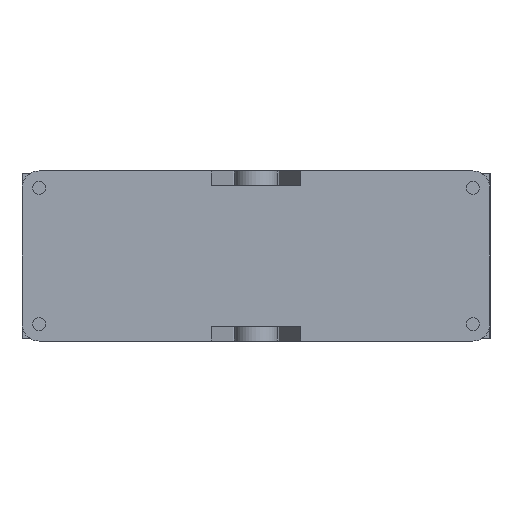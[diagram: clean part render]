
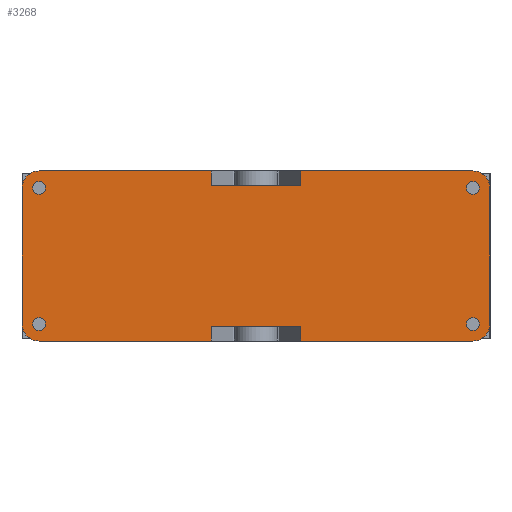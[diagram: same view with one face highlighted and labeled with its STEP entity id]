
A CAD part, front view. The second image highlights one B-rep face of the part: STEP entity #3268.
In plain terms, the highlighted planar face has unit normal (0, -1, 0).
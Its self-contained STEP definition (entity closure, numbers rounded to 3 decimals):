
#1147=CARTESIAN_POINT('',(99.,0.,32.));
#1148=VERTEX_POINT('',#1147);
#1149=CARTESIAN_POINT('',(102.0,0.0,32.));
#1150=DIRECTION('',(0.0,1.0,0.0));
#1151=DIRECTION('',(1.0,0.0,0.0));
#1152=AXIS2_PLACEMENT_3D('',#1149,#1150,#1151);
#1153=CIRCLE('',#1152,3.);
#1154=EDGE_CURVE('',#1148,#1148,#1153,.T.);
#1257=CARTESIAN_POINT('',(-105.0,0.,-32.0));
#1258=VERTEX_POINT('',#1257);
#1259=CARTESIAN_POINT('',(-102.0,0.,-32.0));
#1260=DIRECTION('',(0.0,1.0,0.0));
#1261=DIRECTION('',(1.0,0.0,0.0));
#1262=AXIS2_PLACEMENT_3D('',#1259,#1260,#1261);
#1263=CIRCLE('',#1262,3.);
#1264=EDGE_CURVE('',#1258,#1258,#1263,.T.);
#1367=CARTESIAN_POINT('',(-105.0,0.,32.));
#1368=VERTEX_POINT('',#1367);
#1369=CARTESIAN_POINT('',(-102.0,0.,32.));
#1370=DIRECTION('',(0.0,1.0,0.0));
#1371=DIRECTION('',(1.0,0.0,0.0));
#1372=AXIS2_PLACEMENT_3D('',#1369,#1370,#1371);
#1373=CIRCLE('',#1372,3.);
#1374=EDGE_CURVE('',#1368,#1368,#1373,.T.);
#1477=CARTESIAN_POINT('',(99.,0.,-32.0));
#1478=VERTEX_POINT('',#1477);
#1479=CARTESIAN_POINT('',(102.0,0.0,-32.0));
#1480=DIRECTION('',(0.0,1.0,0.0));
#1481=DIRECTION('',(1.0,0.0,0.0));
#1482=AXIS2_PLACEMENT_3D('',#1479,#1480,#1481);
#1483=CIRCLE('',#1482,3.);
#1484=EDGE_CURVE('',#1478,#1478,#1483,.T.);
#1497=CARTESIAN_POINT('',(102.0,0.,40.0));
#1498=VERTEX_POINT('',#1497);
#1499=CARTESIAN_POINT('',(110.0,0.,32.0));
#1500=VERTEX_POINT('',#1499);
#1501=CARTESIAN_POINT('',(102.0,0.0,32.0));
#1502=DIRECTION('',(0.0,1.0,0.0));
#1503=DIRECTION('',(0.707,0.0,0.707));
#1504=AXIS2_PLACEMENT_3D('',#1501,#1502,#1503);
#1505=CIRCLE('',#1504,8.);
#1506=EDGE_CURVE('',#1498,#1500,#1505,.T.);
#1632=CARTESIAN_POINT('',(-102.,0.,40.0));
#1633=VERTEX_POINT('',#1632);
#1640=CARTESIAN_POINT('',(-21.,0.0,40.0));
#1641=VERTEX_POINT('',#1640);
#1642=CARTESIAN_POINT('',(-21.,0.0,40.0));
#1643=DIRECTION('',(-1.0,0.0,0.0));
#1644=VECTOR('',#1643,81.0);
#1645=LINE('',#1642,#1644);
#1646=EDGE_CURVE('',#1641,#1633,#1645,.T.);
#1699=CARTESIAN_POINT('',(21.,0.0,40.0));
#1700=VERTEX_POINT('',#1699);
#1707=CARTESIAN_POINT('',(102.0,0.,40.0));
#1708=DIRECTION('',(-1.0,0.0,0.0));
#1709=VECTOR('',#1708,81.);
#1710=LINE('',#1707,#1709);
#1711=EDGE_CURVE('',#1498,#1700,#1710,.T.);
#1875=CARTESIAN_POINT('',(-102.,0.,-40.0));
#1876=VERTEX_POINT('',#1875);
#1877=CARTESIAN_POINT('',(-110.0,0.0,-32.0));
#1878=VERTEX_POINT('',#1877);
#1879=CARTESIAN_POINT('',(-102.,0.,-32.0));
#1880=DIRECTION('',(0.,1.,0.));
#1881=DIRECTION('',(-0.707,0.,-0.707));
#1882=AXIS2_PLACEMENT_3D('',#1879,#1880,#1881);
#1883=CIRCLE('',#1882,8.);
#1884=EDGE_CURVE('',#1876,#1878,#1883,.T.);
#1908=CARTESIAN_POINT('',(-110.0,0.0,32.0));
#1909=VERTEX_POINT('',#1908);
#1910=CARTESIAN_POINT('',(-110.0,0.0,32.0));
#1911=DIRECTION('',(0.0,0.0,-1.0));
#1912=VECTOR('',#1911,64.0);
#1913=LINE('',#1910,#1912);
#1914=EDGE_CURVE('',#1909,#1878,#1913,.T.);
#1933=CARTESIAN_POINT('',(-102.,0.,32.0));
#1934=DIRECTION('',(0.,1.,0.));
#1935=DIRECTION('',(-0.707,0.,0.707));
#1936=AXIS2_PLACEMENT_3D('',#1933,#1934,#1935);
#1937=CIRCLE('',#1936,8.);
#1938=EDGE_CURVE('',#1909,#1633,#1937,.T.);
#1950=CARTESIAN_POINT('',(110.0,0.,-32.0));
#1951=VERTEX_POINT('',#1950);
#1958=CARTESIAN_POINT('',(102.0,0.,-40.0));
#1959=VERTEX_POINT('',#1958);
#1960=CARTESIAN_POINT('',(102.0,0.0,-32.0));
#1961=DIRECTION('',(0.0,1.0,0.0));
#1962=DIRECTION('',(0.707,0.0,-0.707));
#1963=AXIS2_PLACEMENT_3D('',#1960,#1961,#1962);
#1964=CIRCLE('',#1963,8.);
#1965=EDGE_CURVE('',#1951,#1959,#1964,.T.);
#2059=CARTESIAN_POINT('',(21.,0.0,-40.0));
#2060=VERTEX_POINT('',#2059);
#2061=CARTESIAN_POINT('',(21.,0.0,-40.0));
#2062=DIRECTION('',(1.0,0.0,0.0));
#2063=VECTOR('',#2062,81.);
#2064=LINE('',#2061,#2063);
#2065=EDGE_CURVE('',#2060,#1959,#2064,.T.);
#2118=CARTESIAN_POINT('',(-21.,0.0,-40.0));
#2119=VERTEX_POINT('',#2118);
#2126=CARTESIAN_POINT('',(-102.,0.,-40.0));
#2127=DIRECTION('',(1.0,0.0,0.0));
#2128=VECTOR('',#2127,81.0);
#2129=LINE('',#2126,#2128);
#2130=EDGE_CURVE('',#1876,#2119,#2129,.T.);
#2405=CARTESIAN_POINT('',(21.,0.0,33.0));
#2406=VERTEX_POINT('',#2405);
#2413=CARTESIAN_POINT('',(21.,0.0,40.0));
#2414=DIRECTION('',(0.0,0.0,-1.0));
#2415=VECTOR('',#2414,7.0);
#2416=LINE('',#2413,#2415);
#2417=EDGE_CURVE('',#1700,#2406,#2416,.T.);
#2429=CARTESIAN_POINT('',(-21.,0.0,33.0));
#2430=VERTEX_POINT('',#2429);
#2439=CARTESIAN_POINT('',(-21.,0.0,33.0));
#2440=DIRECTION('',(0.0,0.0,1.0));
#2441=VECTOR('',#2440,7.0);
#2442=LINE('',#2439,#2441);
#2443=EDGE_CURVE('',#2430,#1641,#2442,.T.);
#2455=CARTESIAN_POINT('',(21.,0.0,33.0));
#2456=DIRECTION('',(-1.0,0.0,0.0));
#2457=VECTOR('',#2456,42.);
#2458=LINE('',#2455,#2457);
#2459=EDGE_CURVE('',#2406,#2430,#2458,.T.);
#2644=CARTESIAN_POINT('',(21.,0.0,-33.0));
#2645=VERTEX_POINT('',#2644);
#2654=CARTESIAN_POINT('',(21.,0.0,-33.0));
#2655=DIRECTION('',(0.0,0.0,-1.0));
#2656=VECTOR('',#2655,7.0);
#2657=LINE('',#2654,#2656);
#2658=EDGE_CURVE('',#2645,#2060,#2657,.T.);
#2668=CARTESIAN_POINT('',(-21.,0.0,-33.0));
#2669=VERTEX_POINT('',#2668);
#2676=CARTESIAN_POINT('',(-21.,0.0,-40.0));
#2677=DIRECTION('',(0.0,0.0,1.0));
#2678=VECTOR('',#2677,7.0);
#2679=LINE('',#2676,#2678);
#2680=EDGE_CURVE('',#2119,#2669,#2679,.T.);
#2698=CARTESIAN_POINT('',(-21.,0.0,-33.0));
#2699=DIRECTION('',(1.0,0.0,0.0));
#2700=VECTOR('',#2699,42.);
#2701=LINE('',#2698,#2700);
#2702=EDGE_CURVE('',#2669,#2645,#2701,.T.);
#3222=CARTESIAN_POINT('',(110.0,0.,-32.0));
#3223=DIRECTION('',(0.0,0.0,1.0));
#3224=VECTOR('',#3223,64.0);
#3225=LINE('',#3222,#3224);
#3226=EDGE_CURVE('',#1951,#1500,#3225,.T.);
#3233=CARTESIAN_POINT('',(110.0,0.,0.0));
#3234=DIRECTION('',(0.0,-1.0,0.0));
#3235=DIRECTION('',(0.0,0.0,-1.0));
#3236=AXIS2_PLACEMENT_3D('',#3233,#3234,#3235);
#3237=PLANE('',#3236);
#3238=ORIENTED_EDGE('',*,*,#1506,.F.);
#3239=ORIENTED_EDGE('',*,*,#1711,.T.);
#3240=ORIENTED_EDGE('',*,*,#2417,.T.);
#3241=ORIENTED_EDGE('',*,*,#2459,.T.);
#3242=ORIENTED_EDGE('',*,*,#2443,.T.);
#3243=ORIENTED_EDGE('',*,*,#1646,.T.);
#3244=ORIENTED_EDGE('',*,*,#1938,.F.);
#3245=ORIENTED_EDGE('',*,*,#1914,.T.);
#3246=ORIENTED_EDGE('',*,*,#1884,.F.);
#3247=ORIENTED_EDGE('',*,*,#2130,.T.);
#3248=ORIENTED_EDGE('',*,*,#2680,.T.);
#3249=ORIENTED_EDGE('',*,*,#2702,.T.);
#3250=ORIENTED_EDGE('',*,*,#2658,.T.);
#3251=ORIENTED_EDGE('',*,*,#2065,.T.);
#3252=ORIENTED_EDGE('',*,*,#1965,.F.);
#3253=ORIENTED_EDGE('',*,*,#3226,.T.);
#3254=EDGE_LOOP('',(#3238,#3239,#3240,#3241,#3242,#3243,#3244,#3245,#3246,#3247,#3248,#3249,#3250,#3251,#3252,#3253));
#3255=FACE_OUTER_BOUND('',#3254,.T.);
#3256=ORIENTED_EDGE('',*,*,#1154,.T.);
#3257=EDGE_LOOP('',(#3256));
#3258=FACE_BOUND('',#3257,.T.);
#3259=ORIENTED_EDGE('',*,*,#1264,.T.);
#3260=EDGE_LOOP('',(#3259));
#3261=FACE_BOUND('',#3260,.T.);
#3262=ORIENTED_EDGE('',*,*,#1374,.T.);
#3263=EDGE_LOOP('',(#3262));
#3264=FACE_BOUND('',#3263,.T.);
#3265=ORIENTED_EDGE('',*,*,#1484,.T.);
#3266=EDGE_LOOP('',(#3265));
#3267=FACE_BOUND('',#3266,.T.);
#3268=ADVANCED_FACE('',(#3255,#3258,#3261,#3264,#3267),#3237,.T.);
